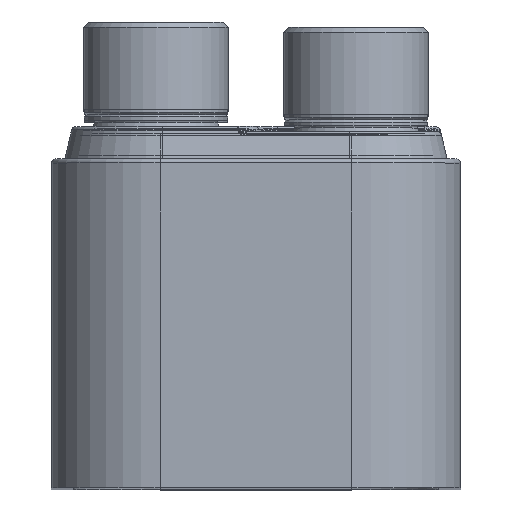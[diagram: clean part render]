
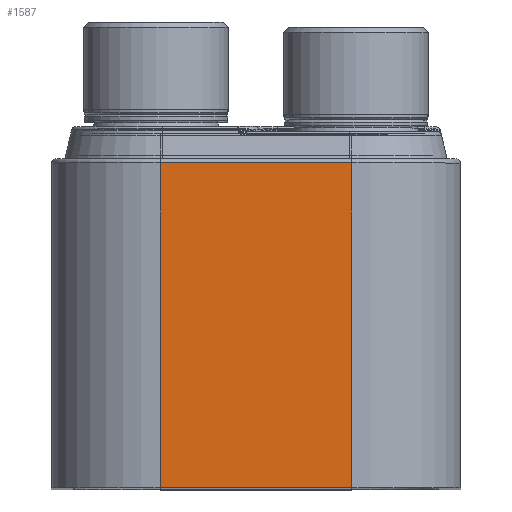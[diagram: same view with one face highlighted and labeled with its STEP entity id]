
A CAD part, top view. The second image highlights one B-rep face of the part: STEP entity #1587.
In plain terms, the highlighted planar face has unit normal (0, 0, 1).
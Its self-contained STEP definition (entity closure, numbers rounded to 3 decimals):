
#399=DIRECTION('',(-1.,0.,0.));
#400=VECTOR('',#399,44.);
#401=CARTESIAN_POINT('',(22.,74.6,162.));
#402=LINE('',#401,#400);
#403=DIRECTION('',(0.,1.,0.));
#404=VECTOR('',#403,74.6);
#405=CARTESIAN_POINT('',(-22.,0.,162.));
#406=LINE('',#405,#404);
#422=DIRECTION('',(0.,1.,0.));
#423=VECTOR('',#422,74.6);
#424=CARTESIAN_POINT('',(22.,0.,162.));
#425=LINE('',#424,#423);
#507=DIRECTION('',(1.,0.,0.));
#508=VECTOR('',#507,44.);
#509=CARTESIAN_POINT('',(-22.,0.,162.));
#510=LINE('',#509,#508);
#867=CARTESIAN_POINT('',(-22.,0.,162.));
#868=VERTEX_POINT('',#867);
#869=CARTESIAN_POINT('',(22.,0.,162.));
#870=VERTEX_POINT('',#869);
#941=CARTESIAN_POINT('',(-22.,74.6,162.));
#943=VERTEX_POINT('',#941);
#969=CARTESIAN_POINT('',(22.,74.6,162.));
#970=VERTEX_POINT('',#969);
#1573=CARTESIAN_POINT('',(-22.,0.,162.));
#1574=DIRECTION('',(0.,0.,1.));
#1575=DIRECTION('',(1.,0.,0.));
#1576=AXIS2_PLACEMENT_3D('',#1573,#1574,#1575);
#1577=PLANE('',#1576);
#1579=ORIENTED_EDGE('',*,*,#1578,.F.);
#1581=ORIENTED_EDGE('',*,*,#1580,.F.);
#1583=ORIENTED_EDGE('',*,*,#1582,.F.);
#1584=ORIENTED_EDGE('',*,*,#1564,.T.);
#1585=EDGE_LOOP('',(#1579,#1581,#1583,#1584));
#1586=FACE_OUTER_BOUND('',#1585,.F.);
#1587=ADVANCED_FACE('',(#1586),#1577,.T.);
#1564=EDGE_CURVE('',#868,#943,#406,.T.);
#1578=EDGE_CURVE('',#970,#943,#402,.T.);
#1580=EDGE_CURVE('',#870,#970,#425,.T.);
#1582=EDGE_CURVE('',#868,#870,#510,.T.);
